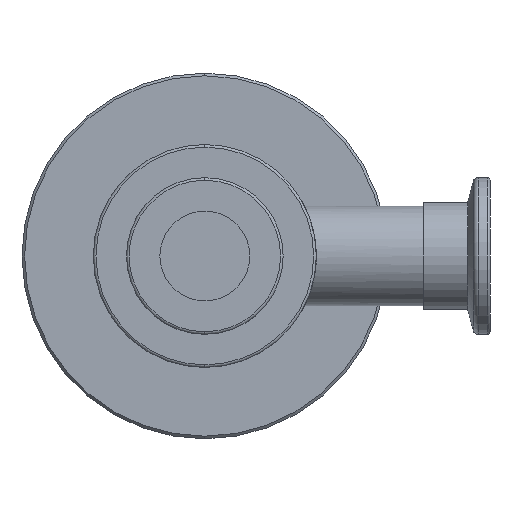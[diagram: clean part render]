
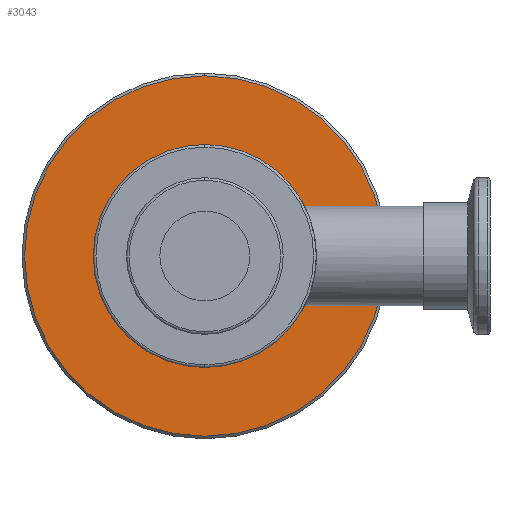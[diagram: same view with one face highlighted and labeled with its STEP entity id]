
A CAD part, front view. The second image highlights one B-rep face of the part: STEP entity #3043.
In plain terms, the highlighted planar face has unit normal (0, -1, 0).
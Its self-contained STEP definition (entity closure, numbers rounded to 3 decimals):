
#51 = CARTESIAN_POINT ( 'NONE',  ( 0., 76.6, -34.5 ) ) ;
#169 = FACE_OUTER_BOUND ( 'NONE', #5174, .T. ) ;
#200 = DIRECTION ( 'NONE',  ( 0., -1., 0. ) ) ;
#203 = DIRECTION ( 'NONE',  ( 0., 0., -1. ) ) ;
#222 = ORIENTED_EDGE ( 'NONE', *, *, #424, .T. ) ;
#424 = EDGE_CURVE ( 'NONE', #3956, #4841, #1981, .T. ) ;
#810 = CIRCLE ( 'NONE', #1626, 21.35 ) ;
#942 = VERTEX_POINT ( 'NONE', #2317 ) ;
#1104 = CIRCLE ( 'NONE', #5280, 21.35 ) ;
#1265 = VERTEX_POINT ( 'NONE', #2819 ) ;
#1318 = CARTESIAN_POINT ( 'NONE',  ( 0., 76.6, 34.5 ) ) ;
#1555 = AXIS2_PLACEMENT_3D ( 'NONE', #5187, #2433, #5637 ) ;
#1626 = AXIS2_PLACEMENT_3D ( 'NONE', #2962, #200, #3435 ) ;
#1681 = DIRECTION ( 'NONE',  ( 0., -1., 0. ) ) ;
#1908 = CIRCLE ( 'NONE', #5397, 34.5 ) ;
#1981 = CIRCLE ( 'NONE', #5508, 34.5 ) ;
#2317 = CARTESIAN_POINT ( 'NONE',  ( 0., 76.6, -21.35 ) ) ;
#2433 = DIRECTION ( 'NONE',  ( 0., -1., 0. ) ) ;
#2624 = FACE_BOUND ( 'NONE', #3235, .T. ) ;
#2754 = DIRECTION ( 'NONE',  ( 0., 0., -1. ) ) ;
#2773 = DIRECTION ( 'NONE',  ( 0., -1., 0. ) ) ;
#2813 = CARTESIAN_POINT ( 'NONE',  ( 0., 76.6, 0. ) ) ;
#2819 = CARTESIAN_POINT ( 'NONE',  ( 0., 76.6, 21.35 ) ) ;
#2962 = CARTESIAN_POINT ( 'NONE',  ( 0., 76.6, 0. ) ) ;
#2964 = DIRECTION ( 'NONE',  ( 0., -1., 0. ) ) ;
#3043 = ADVANCED_FACE ( 'NONE', ( #169, #2624 ), #4274, .T. ) ;
#3235 = EDGE_LOOP ( 'NONE', ( #3811, #4711 ) ) ;
#3435 = DIRECTION ( 'NONE',  ( 0., 0., -1. ) ) ;
#3471 = ORIENTED_EDGE ( 'NONE', *, *, #4272, .T. ) ;
#3811 = ORIENTED_EDGE ( 'NONE', *, *, #4513, .F. ) ;
#3956 = VERTEX_POINT ( 'NONE', #1318 ) ;
#4272 = EDGE_CURVE ( 'NONE', #4841, #3956, #1908, .T. ) ;
#4274 = PLANE ( 'NONE',  #1555 ) ;
#4457 = CARTESIAN_POINT ( 'NONE',  ( 0., 76.6, 0. ) ) ;
#4513 = EDGE_CURVE ( 'NONE', #942, #1265, #1104, .T. ) ;
#4711 = ORIENTED_EDGE ( 'NONE', *, *, #5600, .F. ) ;
#4841 = VERTEX_POINT ( 'NONE', #51 ) ;
#4904 = DIRECTION ( 'NONE',  ( 0., 0., -1. ) ) ;
#5174 = EDGE_LOOP ( 'NONE', ( #222, #3471 ) ) ;
#5187 = CARTESIAN_POINT ( 'NONE',  ( 0., 76.6, 0. ) ) ;
#5280 = AXIS2_PLACEMENT_3D ( 'NONE', #5713, #2964, #203 ) ;
#5397 = AXIS2_PLACEMENT_3D ( 'NONE', #4457, #1681, #4904 ) ;
#5508 = AXIS2_PLACEMENT_3D ( 'NONE', #2813, #2773, #2754 ) ;
#5600 = EDGE_CURVE ( 'NONE', #1265, #942, #810, .T. ) ;
#5637 = DIRECTION ( 'NONE',  ( 0., 0., -1. ) ) ;
#5713 = CARTESIAN_POINT ( 'NONE',  ( 0., 76.6, 0. ) ) ;
